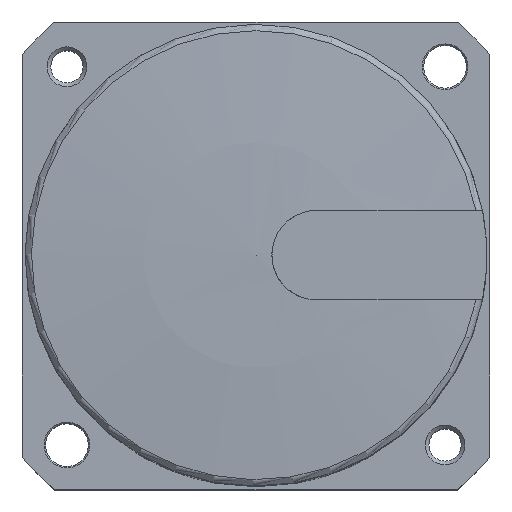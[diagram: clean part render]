
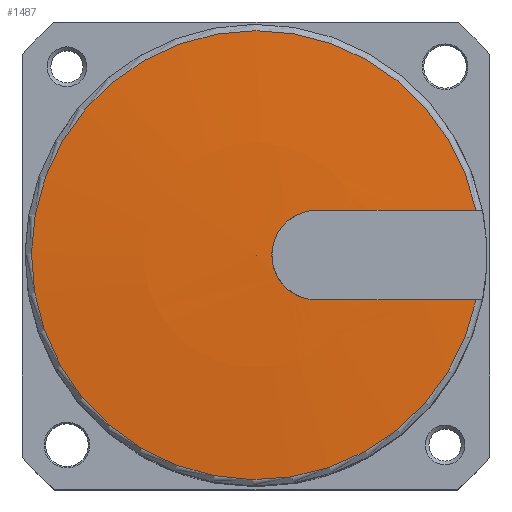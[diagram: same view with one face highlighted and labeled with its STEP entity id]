
A CAD part, top view. The second image highlights one B-rep face of the part: STEP entity #1487.
In plain terms, the highlighted spherical face has radius 270 mm.
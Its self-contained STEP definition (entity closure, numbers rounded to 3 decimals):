
#32=SPHERICAL_SURFACE('',#1701,270.);
#294=CIRCLE('',#1702,269.962);
#295=CIRCLE('',#1703,22.558);
#296=CIRCLE('',#1704,269.962);
#560=ORIENTED_EDGE('',*,*,#793,.T.);
#561=ORIENTED_EDGE('',*,*,#794,.T.);
#562=ORIENTED_EDGE('',*,*,#795,.F.);
#563=ORIENTED_EDGE('',*,*,#796,.T.);
#793=EDGE_CURVE('',#945,#946,#988,.T.);
#794=EDGE_CURVE('',#946,#947,#294,.F.);
#795=EDGE_CURVE('',#948,#947,#295,.T.);
#796=EDGE_CURVE('',#948,#945,#296,.F.);
#945=VERTEX_POINT('',#2586);
#946=VERTEX_POINT('',#2587);
#947=VERTEX_POINT('',#2589);
#948=VERTEX_POINT('',#2591);
#988=B_SPLINE_CURVE_WITH_KNOTS('',3,(#2579,#2580,#2581,#2582,#2583,#2584,
#2585),.UNSPECIFIED.,.F.,.F.,(4,1,1,1,4),(0.,0.004,
0.007,0.011,0.014),
 .UNSPECIFIED.);
#1140=EDGE_LOOP('',(#560,#561,#562,#563));
#1331=FACE_BOUND('',#1140,.T.);
#1487=ADVANCED_FACE('',(#1331),#32,.T.);
#1701=AXIS2_PLACEMENT_3D('',#2578,#2106,#2107);
#1702=AXIS2_PLACEMENT_3D('',#2588,#2108,#2109);
#1703=AXIS2_PLACEMENT_3D('',#2590,#2110,#2111);
#1704=AXIS2_PLACEMENT_3D('',#2592,#2112,#2113);
#2106=DIRECTION('',(1.,0.,0.));
#2107=DIRECTION('',(0.,1.,0.));
#2108=DIRECTION('',(0.,-1.,0.));
#2109=DIRECTION('',(0.,0.,-1.));
#2110=DIRECTION('',(1.,0.,0.));
#2111=DIRECTION('',(0.,0.,-1.));
#2112=DIRECTION('',(0.,1.,0.));
#2113=DIRECTION('',(0.,0.,1.));
#2578=CARTESIAN_POINT('',(214.1,0.,0.));
#2579=CARTESIAN_POINT('',(-55.794,-4.5,6.1));
#2580=CARTESIAN_POINT('',(-55.82,-4.5,4.911));
#2581=CARTESIAN_POINT('',(-55.873,-3.525,2.58));
#2582=CARTESIAN_POINT('',(-55.906,-0.004,1.111));
#2583=CARTESIAN_POINT('',(-55.873,3.524,2.577));
#2584=CARTESIAN_POINT('',(-55.82,4.5,4.911));
#2585=CARTESIAN_POINT('',(-55.794,4.5,6.1));
#2586=CARTESIAN_POINT('',(-55.794,-4.5,6.1));
#2587=CARTESIAN_POINT('',(-55.794,4.5,6.1));
#2588=CARTESIAN_POINT('',(214.1,4.5,0.));
#2589=CARTESIAN_POINT('',(-54.956,4.5,22.105));
#2590=CARTESIAN_POINT('',(-54.956,0.,0.));
#2591=CARTESIAN_POINT('',(-54.956,-4.5,22.105));
#2592=CARTESIAN_POINT('',(214.1,-4.5,0.));
